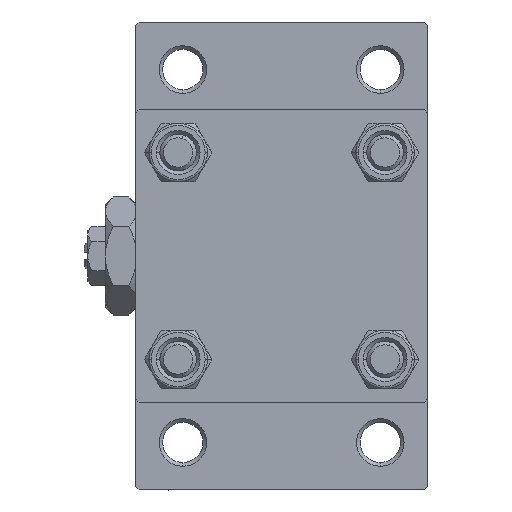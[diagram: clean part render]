
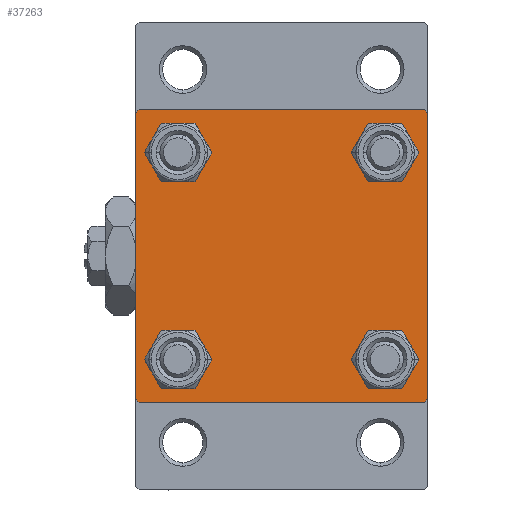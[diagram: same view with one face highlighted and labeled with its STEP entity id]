
A CAD part, left-side view. The second image highlights one B-rep face of the part: STEP entity #37263.
In plain terms, the highlighted planar face has unit normal (-1, 0, 0).
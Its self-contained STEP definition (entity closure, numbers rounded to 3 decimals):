
#112 = CARTESIAN_POINT ( 'NONE',  ( 0., -14.15, 14.15 ) ) ;
#377 = DIRECTION ( 'NONE',  ( 0., 0., 1. ) ) ;
#733 = DIRECTION ( 'NONE',  ( 0., -1., 0. ) ) ;
#779 = ORIENTED_EDGE ( 'NONE', *, *, #12234, .T. ) ;
#1338 = VERTEX_POINT ( 'NONE', #34261 ) ;
#1578 = CIRCLE ( 'NONE', #31681, 3. ) ;
#1601 = VERTEX_POINT ( 'NONE', #1850 ) ;
#1850 = CARTESIAN_POINT ( 'NONE',  ( 0., -19.5, -20. ) ) ;
#2190 = EDGE_CURVE ( 'NONE', #30755, #11915, #7982, .T. ) ;
#2268 = VECTOR ( 'NONE', #31276, 1000. ) ;
#3078 = DIRECTION ( 'NONE',  ( 0., 0., 1. ) ) ;
#3496 = CIRCLE ( 'NONE', #7461, 3. ) ;
#3738 = DIRECTION ( 'NONE',  ( 0., -0.707, 0.707 ) ) ;
#4060 = AXIS2_PLACEMENT_3D ( 'NONE', #16077, #31458, #39856 ) ;
#4628 = VERTEX_POINT ( 'NONE', #39261 ) ;
#5000 = CARTESIAN_POINT ( 'NONE',  ( 0., 14.15, -14.15 ) ) ;
#6033 = CARTESIAN_POINT ( 'NONE',  ( 0., -14.15, -17.15 ) ) ;
#6422 = VECTOR ( 'NONE', #13018, 1000. ) ;
#6555 = CARTESIAN_POINT ( 'NONE',  ( 0., 0., 0. ) ) ;
#6780 = LINE ( 'NONE', #22808, #31666 ) ;
#7121 = CARTESIAN_POINT ( 'NONE',  ( 0., 20., 19.5 ) ) ;
#7461 = AXIS2_PLACEMENT_3D ( 'NONE', #112, #34327, #30607 ) ;
#7620 = VERTEX_POINT ( 'NONE', #10663 ) ;
#7843 = EDGE_CURVE ( 'NONE', #11915, #29445, #9125, .T. ) ;
#7882 = EDGE_CURVE ( 'NONE', #46374, #40762, #46790, .T. ) ;
#7887 = CARTESIAN_POINT ( 'NONE',  ( 0., 14.15, -17.15 ) ) ;
#7946 = CARTESIAN_POINT ( 'NONE',  ( 0., -19.75, 19.75 ) ) ;
#7982 = LINE ( 'NONE', #23096, #2268 ) ;
#8221 = ORIENTED_EDGE ( 'NONE', *, *, #2190, .T. ) ;
#8290 = EDGE_CURVE ( 'NONE', #1338, #4628, #1578, .T. ) ;
#8452 = EDGE_LOOP ( 'NONE', ( #21135, #36951 ) ) ;
#8700 = DIRECTION ( 'NONE',  ( 0., 0., 1. ) ) ;
#8704 = CIRCLE ( 'NONE', #25325, 3. ) ;
#9125 = LINE ( 'NONE', #39136, #13549 ) ;
#9659 = EDGE_LOOP ( 'NONE', ( #41648, #42220 ) ) ;
#9911 = AXIS2_PLACEMENT_3D ( 'NONE', #20421, #12522, #39286 ) ;
#10490 = VERTEX_POINT ( 'NONE', #30480 ) ;
#10509 = DIRECTION ( 'NONE',  ( -1., 0., 0. ) ) ;
#10663 = CARTESIAN_POINT ( 'NONE',  ( 0., -14.15, -11.15 ) ) ;
#10695 = ORIENTED_EDGE ( 'NONE', *, *, #8290, .T. ) ;
#11331 = CARTESIAN_POINT ( 'NONE',  ( 0., 14.15, 14.15 ) ) ;
#11897 = ORIENTED_EDGE ( 'NONE', *, *, #30343, .T. ) ;
#11915 = VERTEX_POINT ( 'NONE', #7121 ) ;
#12176 = ORIENTED_EDGE ( 'NONE', *, *, #43117, .T. ) ;
#12234 = EDGE_CURVE ( 'NONE', #4628, #1338, #3496, .T. ) ;
#12296 = CIRCLE ( 'NONE', #9911, 3. ) ;
#12522 = DIRECTION ( 'NONE',  ( 1., 0., 0. ) ) ;
#12552 = AXIS2_PLACEMENT_3D ( 'NONE', #48211, #29618, #34323 ) ;
#13018 = DIRECTION ( 'NONE',  ( 0., -1., 0. ) ) ;
#13549 = VECTOR ( 'NONE', #42601, 1000. ) ;
#15028 = DIRECTION ( 'NONE',  ( 0., 0., 1. ) ) ;
#15844 = EDGE_CURVE ( 'NONE', #30243, #7620, #12296, .T. ) ;
#16077 = CARTESIAN_POINT ( 'NONE',  ( 0., 14.15, 14.15 ) ) ;
#16387 = VECTOR ( 'NONE', #733, 1000. ) ;
#16600 = EDGE_CURVE ( 'NONE', #40762, #46374, #28134, .T. ) ;
#17324 = VECTOR ( 'NONE', #46916, 1000. ) ;
#17398 = ORIENTED_EDGE ( 'NONE', *, *, #41637, .T. ) ;
#18173 = FACE_BOUND ( 'NONE', #45421, .T. ) ;
#18460 = CARTESIAN_POINT ( 'NONE',  ( 0., -19.5, 20. ) ) ;
#18746 = DIRECTION ( 'NONE',  ( 1., 0., 0. ) ) ;
#19078 = CARTESIAN_POINT ( 'NONE',  ( 0., 20., -19.5 ) ) ;
#19849 = DIRECTION ( 'NONE',  ( 1., 0., 0. ) ) ;
#19898 = CARTESIAN_POINT ( 'NONE',  ( 0., -20., 20. ) ) ;
#20136 = LINE ( 'NONE', #19898, #17324 ) ;
#20202 = CARTESIAN_POINT ( 'NONE',  ( 0., 20., -20. ) ) ;
#20421 = CARTESIAN_POINT ( 'NONE',  ( 0., -14.15, -14.15 ) ) ;
#21135 = ORIENTED_EDGE ( 'NONE', *, *, #36585, .T. ) ;
#21177 = LINE ( 'NONE', #20202, #6422 ) ;
#21237 = CIRCLE ( 'NONE', #12552, 3. ) ;
#21382 = CARTESIAN_POINT ( 'NONE',  ( 0., 14.15, -11.15 ) ) ;
#21904 = FACE_BOUND ( 'NONE', #44916, .T. ) ;
#22114 = DIRECTION ( 'NONE',  ( 0., -0.707, -0.707 ) ) ;
#22309 = VECTOR ( 'NONE', #23304, 1000. ) ;
#22672 = CARTESIAN_POINT ( 'NONE',  ( 0., -14.15, 14.15 ) ) ;
#22808 = CARTESIAN_POINT ( 'NONE',  ( 0., -19.75, -19.75 ) ) ;
#23096 = CARTESIAN_POINT ( 'NONE',  ( 0., 19.75, 19.75 ) ) ;
#23304 = DIRECTION ( 'NONE',  ( 0., 0.707, 0.707 ) ) ;
#23583 = EDGE_CURVE ( 'NONE', #30755, #48940, #45862, .T. ) ;
#24217 = VERTEX_POINT ( 'NONE', #21382 ) ;
#24884 = FACE_BOUND ( 'NONE', #9659, .T. ) ;
#25325 = AXIS2_PLACEMENT_3D ( 'NONE', #44191, #44450, #26786 ) ;
#25870 = ORIENTED_EDGE ( 'NONE', *, *, #23583, .F. ) ;
#26165 = DIRECTION ( 'NONE',  ( 1., 0., 0. ) ) ;
#26786 = DIRECTION ( 'NONE',  ( 0., 0., 1. ) ) ;
#27380 = EDGE_CURVE ( 'NONE', #30727, #24217, #21237, .T. ) ;
#28134 = CIRCLE ( 'NONE', #34490, 3. ) ;
#28326 = EDGE_LOOP ( 'NONE', ( #37478, #42449, #17398, #11897, #32115, #12176, #25870, #8221 ) ) ;
#29274 = ORIENTED_EDGE ( 'NONE', *, *, #30324, .T. ) ;
#29352 = FACE_OUTER_BOUND ( 'NONE', #28326, .T. ) ;
#29445 = VERTEX_POINT ( 'NONE', #19078 ) ;
#29618 = DIRECTION ( 'NONE',  ( 1., 0., 0. ) ) ;
#30243 = VERTEX_POINT ( 'NONE', #6033 ) ;
#30324 = EDGE_CURVE ( 'NONE', #7620, #30243, #8704, .T. ) ;
#30343 = EDGE_CURVE ( 'NONE', #1601, #10490, #6780, .T. ) ;
#30480 = CARTESIAN_POINT ( 'NONE',  ( 0., -20., -19.5 ) ) ;
#30607 = DIRECTION ( 'NONE',  ( 0., 0., 1. ) ) ;
#30727 = VERTEX_POINT ( 'NONE', #7887 ) ;
#30755 = VERTEX_POINT ( 'NONE', #33690 ) ;
#30889 = VECTOR ( 'NONE', #22114, 1000. ) ;
#31276 = DIRECTION ( 'NONE',  ( 0., 0.707, -0.707 ) ) ;
#31458 = DIRECTION ( 'NONE',  ( 1., 0., 0. ) ) ;
#31577 = AXIS2_PLACEMENT_3D ( 'NONE', #6555, #10509, #3078 ) ;
#31596 = CARTESIAN_POINT ( 'NONE',  ( 0., 14.15, 11.15 ) ) ;
#31666 = VECTOR ( 'NONE', #3738, 1000. ) ;
#31681 = AXIS2_PLACEMENT_3D ( 'NONE', #22672, #26165, #377 ) ;
#32115 = ORIENTED_EDGE ( 'NONE', *, *, #37701, .F. ) ;
#33048 = LINE ( 'NONE', #48161, #30889 ) ;
#33690 = CARTESIAN_POINT ( 'NONE',  ( 0., 19.5, 20. ) ) ;
#34261 = CARTESIAN_POINT ( 'NONE',  ( 0., -14.15, 11.15 ) ) ;
#34323 = DIRECTION ( 'NONE',  ( 0., 0., 1. ) ) ;
#34327 = DIRECTION ( 'NONE',  ( 1., 0., 0. ) ) ;
#34490 = AXIS2_PLACEMENT_3D ( 'NONE', #11331, #18746, #15028 ) ;
#36585 = EDGE_CURVE ( 'NONE', #24217, #30727, #48223, .T. ) ;
#36923 = VERTEX_POINT ( 'NONE', #46559 ) ;
#36951 = ORIENTED_EDGE ( 'NONE', *, *, #27380, .T. ) ;
#37263 = ADVANCED_FACE ( 'NONE', ( #18173, #21904, #40501, #24884, #29352 ), #40010, .T. ) ;
#37478 = ORIENTED_EDGE ( 'NONE', *, *, #7843, .T. ) ;
#37701 = EDGE_CURVE ( 'NONE', #36923, #10490, #20136, .T. ) ;
#38605 = EDGE_CURVE ( 'NONE', #29445, #44371, #33048, .T. ) ;
#39136 = CARTESIAN_POINT ( 'NONE',  ( 0., 20., 20. ) ) ;
#39261 = CARTESIAN_POINT ( 'NONE',  ( 0., -14.15, 17.15 ) ) ;
#39286 = DIRECTION ( 'NONE',  ( 0., 0., 1. ) ) ;
#39856 = DIRECTION ( 'NONE',  ( 0., 0., 1. ) ) ;
#40010 = PLANE ( 'NONE',  #31577 ) ;
#40501 = FACE_BOUND ( 'NONE', #8452, .T. ) ;
#40762 = VERTEX_POINT ( 'NONE', #44792 ) ;
#41637 = EDGE_CURVE ( 'NONE', #44371, #1601, #21177, .T. ) ;
#41648 = ORIENTED_EDGE ( 'NONE', *, *, #16600, .T. ) ;
#41781 = CARTESIAN_POINT ( 'NONE',  ( 0., 19.5, -20. ) ) ;
#42139 = CARTESIAN_POINT ( 'NONE',  ( 0., 20., 20. ) ) ;
#42220 = ORIENTED_EDGE ( 'NONE', *, *, #7882, .T. ) ;
#42449 = ORIENTED_EDGE ( 'NONE', *, *, #38605, .T. ) ;
#42601 = DIRECTION ( 'NONE',  ( 0., 0., -1. ) ) ;
#43117 = EDGE_CURVE ( 'NONE', #36923, #48940, #45629, .T. ) ;
#43441 = AXIS2_PLACEMENT_3D ( 'NONE', #5000, #19849, #8700 ) ;
#44191 = CARTESIAN_POINT ( 'NONE',  ( 0., -14.15, -14.15 ) ) ;
#44336 = ORIENTED_EDGE ( 'NONE', *, *, #15844, .T. ) ;
#44371 = VERTEX_POINT ( 'NONE', #41781 ) ;
#44450 = DIRECTION ( 'NONE',  ( 1., 0., 0. ) ) ;
#44792 = CARTESIAN_POINT ( 'NONE',  ( 0., 14.15, 17.15 ) ) ;
#44916 = EDGE_LOOP ( 'NONE', ( #29274, #44336 ) ) ;
#45421 = EDGE_LOOP ( 'NONE', ( #779, #10695 ) ) ;
#45629 = LINE ( 'NONE', #7946, #22309 ) ;
#45862 = LINE ( 'NONE', #42139, #16387 ) ;
#46374 = VERTEX_POINT ( 'NONE', #31596 ) ;
#46559 = CARTESIAN_POINT ( 'NONE',  ( 0., -20., 19.5 ) ) ;
#46790 = CIRCLE ( 'NONE', #4060, 3. ) ;
#46916 = DIRECTION ( 'NONE',  ( 0., 0., -1. ) ) ;
#48161 = CARTESIAN_POINT ( 'NONE',  ( 0., 19.75, -19.75 ) ) ;
#48211 = CARTESIAN_POINT ( 'NONE',  ( 0., 14.15, -14.15 ) ) ;
#48223 = CIRCLE ( 'NONE', #43441, 3. ) ;
#48940 = VERTEX_POINT ( 'NONE', #18460 ) ;
